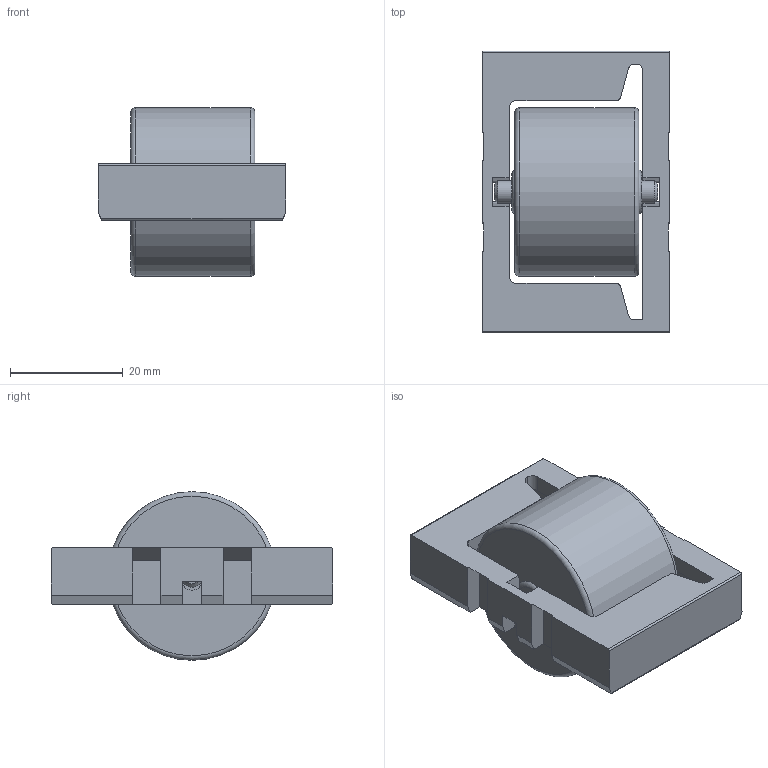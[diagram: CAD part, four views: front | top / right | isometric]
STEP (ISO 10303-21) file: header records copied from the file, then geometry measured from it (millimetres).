
FILE_DESCRIPTION(/* description */ (''),/* implementation_level */ '2;1');
FILE_NAME(/* name */ '13258_KriTec_Rolleneinsatz_mit_Rolle_R28_Laenge_50mm_schwarz.stp',/* time_stamp */ '2016-07-11T12:05:10+02:00',/* author */ ('kostic'),/* organization */ (''),/* preprocessor_version */ 'ST-DEVELOPER v16.1',/* originating_system */ 'Autodesk Inventor 2016',/* authorisation */ '');
FILE_SCHEMA (('AUTOMOTIVE_DESIGN { 1 0 10303 214 3 1 1 }'));
Length unit declared in the file: millimetre
Products named in the file (3): 1; 2; 13258_KriTec_Rolleneinsatz_mit_Rolle_R28_Laenge_50mm_schwarz
Assembly tree (2 placements, depth 2):
  13258_KriTec_Rolleneinsatz_mit_Rolle_R28_Laenge_50mm_schwarz
    1
    2
Bounding box: 33.3 x 50 x 29.91 mm (x, y, z)
Volume: 21405.2 mm3; surface area: 8425.9 mm2
Topology: 2 solids, 2 shells, 96 faces, 268 edges, 176 vertices
Faces by surface type: plane 70, cylinder 16, cone 4, torus 4, bspline 2
Full cylindrical faces by diameter (mm): 4 x2, 29.907 x1
Entity records: 3186 total; most frequent: CARTESIAN_POINT 564, ORIENTED_EDGE 510, DIRECTION 503, EDGE_CURVE 255, LINE 205, VECTOR 205, VERTEX_POINT 174, AXIS2_PLACEMENT_3D 149
